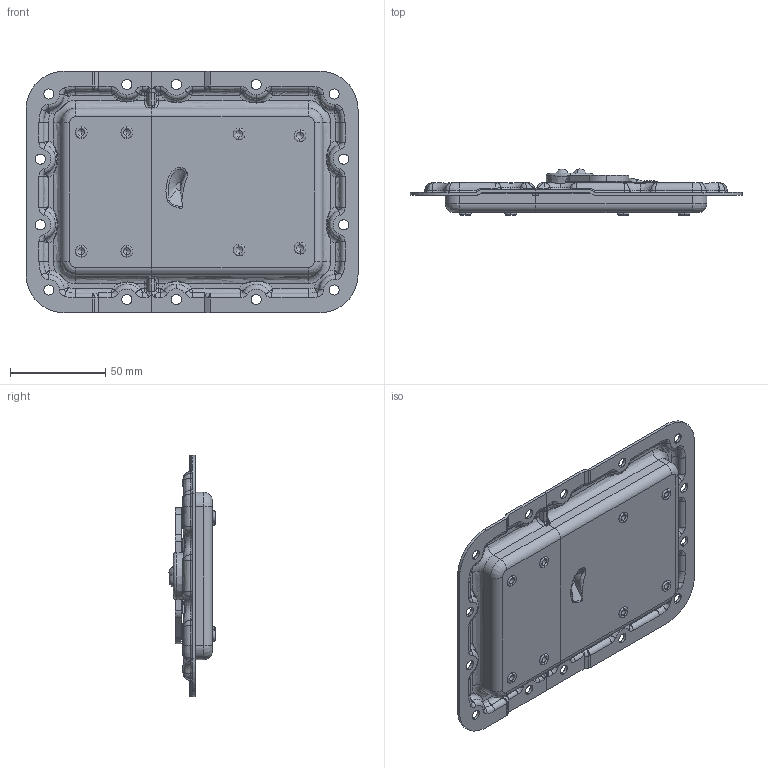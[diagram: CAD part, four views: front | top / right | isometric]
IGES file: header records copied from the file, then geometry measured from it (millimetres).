
Start section: SolidWorks IGES file using analytic representation for surfaces
Global section: file name: 172572.IGS; native system: SolidWorks 2011; preprocessor: SolidWorks 2011; author: martinb; date: 110510.102332; units: millimetre
Bounding box: 174.5 x 24.22 x 127 mm (x, y, z)
Volume: 45428.6 mm3; surface area: 96897.9 mm2
Topology: 22 solids, 28 shells, 1299 faces, 3350 edges, 1946 vertices
Faces by surface type: revolution 773, plane 326, bspline 200
